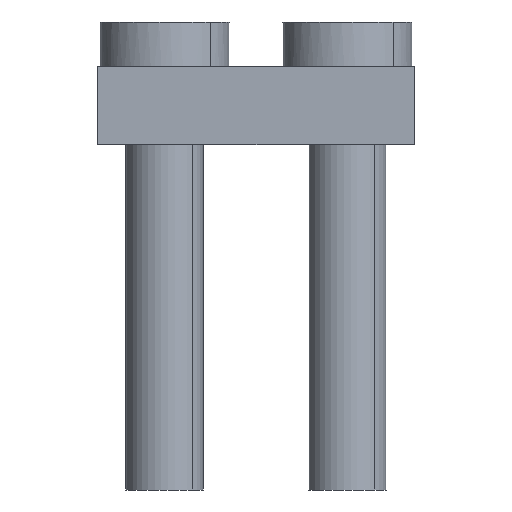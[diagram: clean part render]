
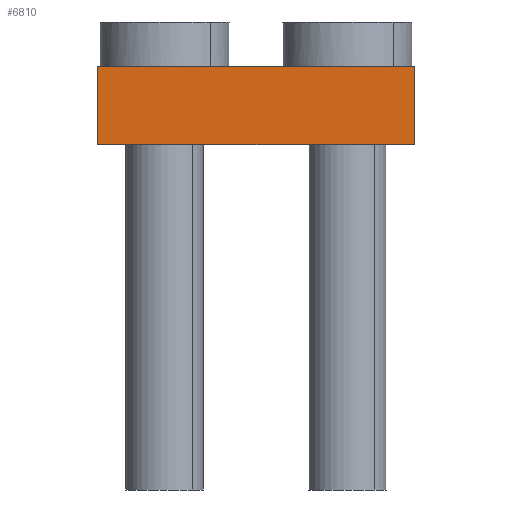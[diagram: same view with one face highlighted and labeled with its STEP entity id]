
A CAD part, front view. The second image highlights one B-rep face of the part: STEP entity #6810.
In plain terms, the highlighted face is planar.
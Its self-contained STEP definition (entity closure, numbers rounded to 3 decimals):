
#2210=CARTESIAN_POINT('',(-3.,15.2,4.7));
#2220=VERTEX_POINT('',#2210);
#2250=CARTESIAN_POINT('',(-9.552,15.2,4.7));
#2260=DIRECTION('',(-1.,0.,0.));
#2270=VECTOR('',#2260,1.);
#2280=LINE('',#2250,#2270);
#2290=CARTESIAN_POINT('',(11.2,15.2,4.7));
#2300=VERTEX_POINT('',#2290);
#2310=EDGE_CURVE('',#2300,#2220,#2280,.T.);
#3180=CARTESIAN_POINT('',(11.2,18.7,4.7));
#3190=VERTEX_POINT('',#3180);
#3220=CARTESIAN_POINT('',(-3.,18.7,4.7));
#3230=DIRECTION('',(1.,0.,0.));
#3240=VECTOR('',#3230,1.);
#3250=LINE('',#3220,#3240);
#3260=CARTESIAN_POINT('',(-3.,18.7,4.7));
#3270=VERTEX_POINT('',#3260);
#3280=EDGE_CURVE('',#3270,#3190,#3250,.T.);
#6600=CARTESIAN_POINT('',(11.2,15.2,4.7));
#6610=DIRECTION('',(0.,0.,1.));
#6620=DIRECTION('',(-1.,0.,0.));
#6630=AXIS2_PLACEMENT_3D('',#6600,#6610,#6620);
#6640=PLANE('',#6630);
#6650=CARTESIAN_POINT('',(-3.,15.2,4.7));
#6660=DIRECTION('',(0.,1.,0.));
#6670=VECTOR('',#6660,1.);
#6680=LINE('',#6650,#6670);
#6690=EDGE_CURVE('',#2220,#3270,#6680,.T.);
#6700=ORIENTED_EDGE('',*,*,#6690,.F.);
#6710=ORIENTED_EDGE('',*,*,#3280,.F.);
#6720=CARTESIAN_POINT('',(11.2,15.2,4.7));
#6730=DIRECTION('',(0.,1.,0.));
#6740=VECTOR('',#6730,1.);
#6750=LINE('',#6720,#6740);
#6760=EDGE_CURVE('',#2300,#3190,#6750,.T.);
#6770=ORIENTED_EDGE('',*,*,#6760,.T.);
#6780=ORIENTED_EDGE('',*,*,#2310,.F.);
#6790=EDGE_LOOP('',(#6780,#6770,#6710,#6700));
#6800=FACE_OUTER_BOUND('',#6790,.T.);
#6810=ADVANCED_FACE('',(#6800),#6640,.T.);
